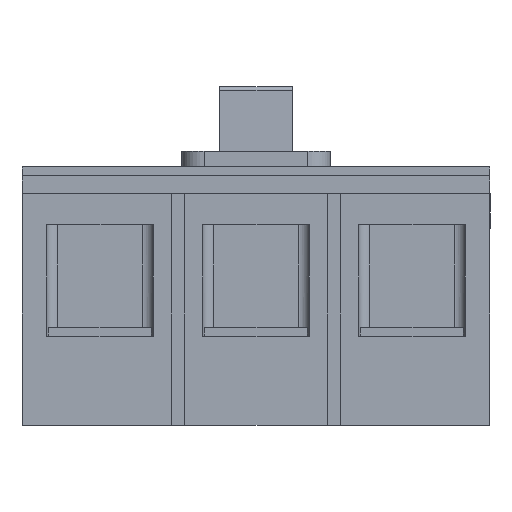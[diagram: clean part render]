
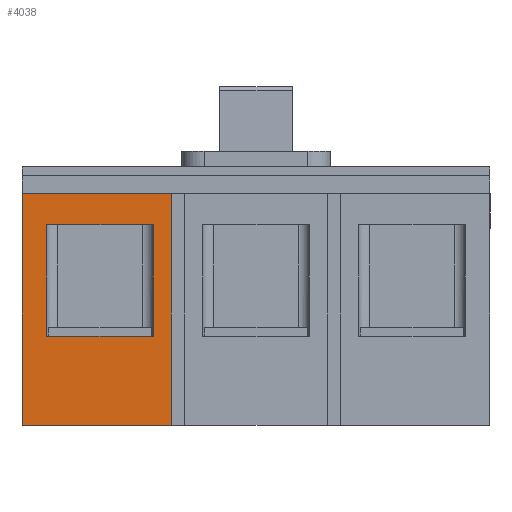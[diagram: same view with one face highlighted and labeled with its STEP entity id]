
A CAD part, front view. The second image highlights one B-rep face of the part: STEP entity #4038.
In plain terms, the highlighted planar face has unit normal (0, -1, 0).
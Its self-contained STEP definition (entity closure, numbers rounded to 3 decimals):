
#1491 = VERTEX_POINT ( 'NONE', #16755 ) ;
#2363 = LINE ( 'NONE', #30358, #4597 ) ;
#2530 = DIRECTION ( 'NONE',  ( 0., 0., 1. ) ) ;
#2917 = CARTESIAN_POINT ( 'NONE',  ( 11., 0., 40. ) ) ;
#3082 = EDGE_CURVE ( 'NONE', #1491, #30191, #22107, .T. ) ;
#3302 = AXIS2_PLACEMENT_3D ( 'NONE', #17103, #16995, #2530 ) ;
#3403 = CARTESIAN_POINT ( 'NONE',  ( 11., 0., 90. ) ) ;
#3630 = CARTESIAN_POINT ( 'NONE',  ( 59., 0., 90. ) ) ;
#4038 = ADVANCED_FACE ( 'NONE', ( #21320, #23187 ), #21707, .F. ) ;
#4227 = LINE ( 'NONE', #3403, #22142 ) ;
#4500 = CARTESIAN_POINT ( 'NONE',  ( 59., 0., 40. ) ) ;
#4579 = VERTEX_POINT ( 'NONE', #21534 ) ;
#4597 = VECTOR ( 'NONE', #25476, 1000. ) ;
#5346 = CARTESIAN_POINT ( 'NONE',  ( 0., 0., 0. ) ) ;
#5578 = ORIENTED_EDGE ( 'NONE', *, *, #5660, .F. ) ;
#5641 = EDGE_CURVE ( 'NONE', #30191, #12514, #12316, .T. ) ;
#5660 = EDGE_CURVE ( 'NONE', #10501, #30415, #12700, .T. ) ;
#7784 = CARTESIAN_POINT ( 'NONE',  ( 0., 0., 116. ) ) ;
#8741 = EDGE_LOOP ( 'NONE', ( #28959, #26026, #10562, #5578 ) ) ;
#9068 = LINE ( 'NONE', #17489, #24770 ) ;
#9802 = ORIENTED_EDGE ( 'NONE', *, *, #5641, .T. ) ;
#10501 = VERTEX_POINT ( 'NONE', #4500 ) ;
#10562 = ORIENTED_EDGE ( 'NONE', *, *, #20319, .F. ) ;
#11269 = DIRECTION ( 'NONE',  ( 1., 0., 0. ) ) ;
#11521 = VERTEX_POINT ( 'NONE', #2917 ) ;
#11731 = CARTESIAN_POINT ( 'NONE',  ( 67., 0., 104. ) ) ;
#12032 = EDGE_LOOP ( 'NONE', ( #9802, #19724, #15011, #15897 ) ) ;
#12159 = EDGE_CURVE ( 'NONE', #4579, #11521, #4227, .T. ) ;
#12171 = CARTESIAN_POINT ( 'NONE',  ( 67., 0., -11. ) ) ;
#12316 = LINE ( 'NONE', #22277, #28711 ) ;
#12444 = LINE ( 'NONE', #25382, #18754 ) ;
#12514 = VERTEX_POINT ( 'NONE', #13119 ) ;
#12700 = LINE ( 'NONE', #3630, #14539 ) ;
#13119 = CARTESIAN_POINT ( 'NONE',  ( 67., 0., 0. ) ) ;
#14539 = VECTOR ( 'NONE', #27069, 1000. ) ;
#15011 = ORIENTED_EDGE ( 'NONE', *, *, #20393, .F. ) ;
#15753 = VECTOR ( 'NONE', #19770, 1000. ) ;
#15897 = ORIENTED_EDGE ( 'NONE', *, *, #3082, .T. ) ;
#16755 = CARTESIAN_POINT ( 'NONE',  ( 0., 0., 104. ) ) ;
#16995 = DIRECTION ( 'NONE',  ( 0., 1., 0. ) ) ;
#17103 = CARTESIAN_POINT ( 'NONE',  ( 0., 0., 116. ) ) ;
#17489 = CARTESIAN_POINT ( 'NONE',  ( 11., 0., 40. ) ) ;
#17963 = DIRECTION ( 'NONE',  ( 0., 0., -1. ) ) ;
#18195 = VECTOR ( 'NONE', #29566, 1000. ) ;
#18754 = VECTOR ( 'NONE', #11269, 1000. ) ;
#19724 = ORIENTED_EDGE ( 'NONE', *, *, #21212, .T. ) ;
#19770 = DIRECTION ( 'NONE',  ( 0., 0., -1. ) ) ;
#19909 = EDGE_CURVE ( 'NONE', #11521, #10501, #9068, .T. ) ;
#20112 = VERTEX_POINT ( 'NONE', #11731 ) ;
#20319 = EDGE_CURVE ( 'NONE', #30415, #4579, #2363, .T. ) ;
#20393 = EDGE_CURVE ( 'NONE', #1491, #20112, #12444, .T. ) ;
#21212 = EDGE_CURVE ( 'NONE', #12514, #20112, #25317, .T. ) ;
#21320 = FACE_BOUND ( 'NONE', #8741, .T. ) ;
#21534 = CARTESIAN_POINT ( 'NONE',  ( 11., 0., 90. ) ) ;
#21707 = PLANE ( 'NONE',  #3302 ) ;
#22107 = LINE ( 'NONE', #7784, #15753 ) ;
#22142 = VECTOR ( 'NONE', #17963, 1000. ) ;
#22277 = CARTESIAN_POINT ( 'NONE',  ( 0., 0., 0. ) ) ;
#23047 = CARTESIAN_POINT ( 'NONE',  ( 59., 0., 90. ) ) ;
#23187 = FACE_OUTER_BOUND ( 'NONE', #12032, .T. ) ;
#24770 = VECTOR ( 'NONE', #29487, 1000. ) ;
#25317 = LINE ( 'NONE', #12171, #18195 ) ;
#25382 = CARTESIAN_POINT ( 'NONE',  ( 0., 0., 104. ) ) ;
#25476 = DIRECTION ( 'NONE',  ( -1., 0., 0. ) ) ;
#26026 = ORIENTED_EDGE ( 'NONE', *, *, #12159, .F. ) ;
#27069 = DIRECTION ( 'NONE',  ( 0., 0., 1. ) ) ;
#27176 = DIRECTION ( 'NONE',  ( 1., 0., 0. ) ) ;
#28711 = VECTOR ( 'NONE', #27176, 1000. ) ;
#28959 = ORIENTED_EDGE ( 'NONE', *, *, #19909, .F. ) ;
#29487 = DIRECTION ( 'NONE',  ( 1., 0., 0. ) ) ;
#29566 = DIRECTION ( 'NONE',  ( 0., 0., 1. ) ) ;
#30191 = VERTEX_POINT ( 'NONE', #5346 ) ;
#30358 = CARTESIAN_POINT ( 'NONE',  ( 11., 0., 90. ) ) ;
#30415 = VERTEX_POINT ( 'NONE', #23047 ) ;
